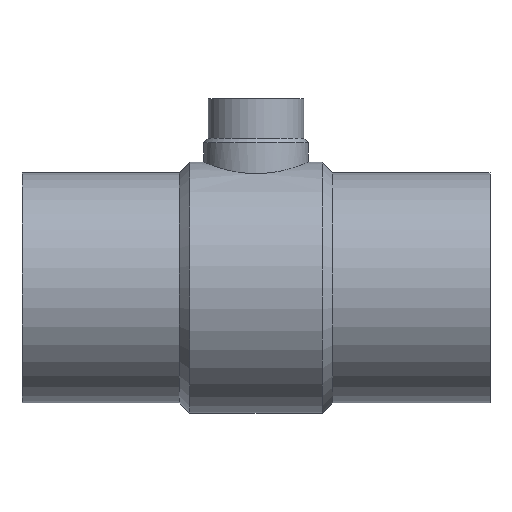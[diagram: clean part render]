
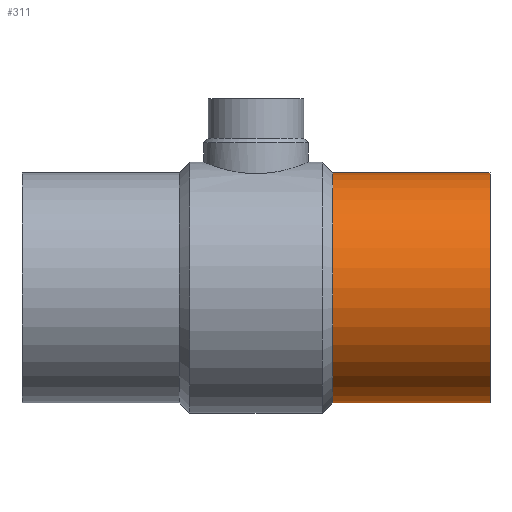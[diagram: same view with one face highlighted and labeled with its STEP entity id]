
A CAD part, top view. The second image highlights one B-rep face of the part: STEP entity #311.
In plain terms, the highlighted cylindrical face has radius 90 mm (diameter 180 mm), a partial arc.
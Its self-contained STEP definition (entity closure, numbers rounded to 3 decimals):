
#135 = VERTEX_POINT( '', #364 );
#157 = EDGE_CURVE( '', #135, #243, #389, .T. );
#193 = EDGE_CURVE( '', #135, #221, #431, .T. );
#215 = EDGE_CURVE( '', #221, #329, #454, .T. );
#221 = VERTEX_POINT( '', #460 );
#243 = VERTEX_POINT( '', #485 );
#279 = EDGE_CURVE( '', #329, #243, #523, .T. );
#311 = ADVANCED_FACE( '', ( #559 ), #560, .T. );
#329 = VERTEX_POINT( '', #581 );
#364 = CARTESIAN_POINT( '', ( -123., -90., 0. ) );
#389 = CIRCLE( '', #637, 90. );
#431 = LINE( '', #793, #794 );
#454 = CIRCLE( '', #828, 90. );
#460 = CARTESIAN_POINT( '', ( 0., -90., 0. ) );
#485 = CARTESIAN_POINT( '', ( -123., 90., 0. ) );
#523 = LINE( '', #982, #983 );
#559 = FACE_OUTER_BOUND( '', #1062, .T. );
#560 = CYLINDRICAL_SURFACE( '', #1063, 90. );
#581 = CARTESIAN_POINT( '', ( 0., 90., 0. ) );
#637 = AXIS2_PLACEMENT_3D( '', #1223, #1224, #1225 );
#793 = CARTESIAN_POINT( '', ( -61.5, -90., 0. ) );
#794 = VECTOR( '', #1272, 1. );
#828 = AXIS2_PLACEMENT_3D( '', #1296, #1297, #1298 );
#982 = CARTESIAN_POINT( '', ( -61.5, 90., 0. ) );
#983 = VECTOR( '', #1361, 1. );
#1062 = EDGE_LOOP( '', ( #1400, #1401, #1402, #1403 ) );
#1063 = AXIS2_PLACEMENT_3D( '', #1404, #1405, #1406 );
#1223 = CARTESIAN_POINT( '', ( -123., 0., 0. ) );
#1224 = DIRECTION( '', ( -1., 0., 0. ) );
#1225 = DIRECTION( '', ( 0., 1., 0. ) );
#1272 = DIRECTION( '', ( 1., 0., 0. ) );
#1296 = CARTESIAN_POINT( '', ( 0., 0., 0. ) );
#1297 = DIRECTION( '', ( -1., 0., 0. ) );
#1298 = DIRECTION( '', ( 0., 1., 0. ) );
#1361 = DIRECTION( '', ( -1., 0., 0. ) );
#1400 = ORIENTED_EDGE( '', *, *, #279, .T. );
#1401 = ORIENTED_EDGE( '', *, *, #157, .F. );
#1402 = ORIENTED_EDGE( '', *, *, #193, .T. );
#1403 = ORIENTED_EDGE( '', *, *, #215, .T. );
#1404 = CARTESIAN_POINT( '', ( -61.5, 0., 0. ) );
#1405 = DIRECTION( '', ( 1., 0., 0. ) );
#1406 = DIRECTION( '', ( 0., 1., 0. ) );
